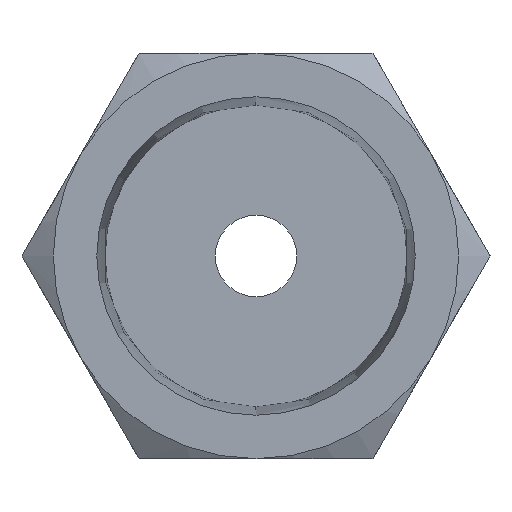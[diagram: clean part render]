
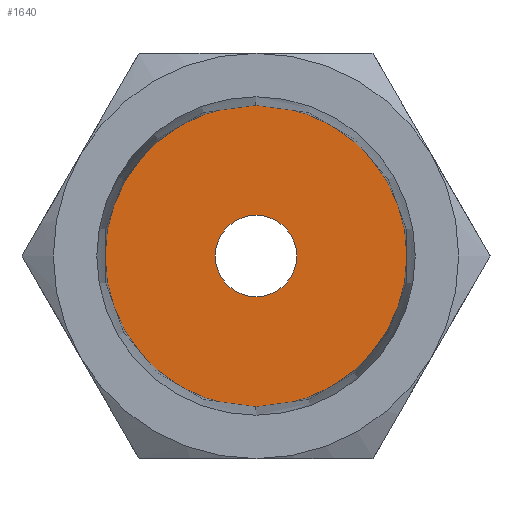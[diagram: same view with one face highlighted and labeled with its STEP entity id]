
A CAD part, front view. The second image highlights one B-rep face of the part: STEP entity #1640.
In plain terms, the highlighted planar face has unit normal (0, -1, 0).
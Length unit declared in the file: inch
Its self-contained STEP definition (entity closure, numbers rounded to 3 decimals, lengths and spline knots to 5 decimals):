
#45 = DIRECTION ( 'NONE',  ( 0., 0., 1. ) ) ;
#312 = AXIS2_PLACEMENT_3D ( 'NONE', #2516, #1143, #2746 ) ;
#365 = VERTEX_POINT ( 'NONE', #2672 ) ;
#369 = CIRCLE ( 'NONE', #312, 0.25585 ) ;
#590 = EDGE_CURVE ( 'NONE', #365, #946, #1498, .T. ) ;
#770 = CARTESIAN_POINT ( 'NONE',  ( 0., 0.45276, 0. ) ) ;
#946 = VERTEX_POINT ( 'NONE', #2555 ) ;
#1012 = DIRECTION ( 'NONE',  ( 0., 0., -1. ) ) ;
#1065 = VERTEX_POINT ( 'NONE', #1922 ) ;
#1073 = DIRECTION ( 'NONE',  ( 0., 0., 1. ) ) ;
#1084 = DIRECTION ( 'NONE',  ( 0., -1., 0. ) ) ;
#1092 = EDGE_LOOP ( 'NONE', ( #1449, #2537 ) ) ;
#1105 = CARTESIAN_POINT ( 'NONE',  ( 0., 0.45276, 0. ) ) ;
#1134 = ORIENTED_EDGE ( 'NONE', *, *, #2834, .F. ) ;
#1143 = DIRECTION ( 'NONE',  ( 0., -1., 0. ) ) ;
#1193 = EDGE_LOOP ( 'NONE', ( #2134, #1134 ) ) ;
#1202 = PLANE ( 'NONE',  #1768 ) ;
#1230 = AXIS2_PLACEMENT_3D ( 'NONE', #1105, #1084, #1073 ) ;
#1362 = AXIS2_PLACEMENT_3D ( 'NONE', #2836, #1466, #45 ) ;
#1389 = FACE_OUTER_BOUND ( 'NONE', #1092, .T. ) ;
#1449 = ORIENTED_EDGE ( 'NONE', *, *, #2295, .T. ) ;
#1466 = DIRECTION ( 'NONE',  ( 0., -1., 0. ) ) ;
#1498 = CIRCLE ( 'NONE', #1230, 0.0689 ) ;
#1640 = ADVANCED_FACE ( 'NONE', ( #1980, #1389 ), #1202, .F. ) ;
#1668 = CIRCLE ( 'NONE', #1362, 0.0689 ) ;
#1768 = AXIS2_PLACEMENT_3D ( 'NONE', #2635, #2166, #2394 ) ;
#1922 = CARTESIAN_POINT ( 'NONE',  ( 0., 0.45276, 0.25585 ) ) ;
#1980 = FACE_BOUND ( 'NONE', #1193, .T. ) ;
#2134 = ORIENTED_EDGE ( 'NONE', *, *, #590, .F. ) ;
#2140 = AXIS2_PLACEMENT_3D ( 'NONE', #770, #2405, #1012 ) ;
#2157 = CIRCLE ( 'NONE', #2140, 0.25585 ) ;
#2166 = DIRECTION ( 'NONE',  ( 0., 1., 0. ) ) ;
#2295 = EDGE_CURVE ( 'NONE', #2544, #1065, #2157, .T. ) ;
#2394 = DIRECTION ( 'NONE',  ( 0., 0., 1. ) ) ;
#2405 = DIRECTION ( 'NONE',  ( 0., -1., 0. ) ) ;
#2516 = CARTESIAN_POINT ( 'NONE',  ( 0., 0.45276, 0. ) ) ;
#2537 = ORIENTED_EDGE ( 'NONE', *, *, #2565, .T. ) ;
#2544 = VERTEX_POINT ( 'NONE', #2720 ) ;
#2555 = CARTESIAN_POINT ( 'NONE',  ( 0., 0.45276, -0.0689 ) ) ;
#2565 = EDGE_CURVE ( 'NONE', #1065, #2544, #369, .T. ) ;
#2635 = CARTESIAN_POINT ( 'NONE',  ( -0.16237, 0.45276, 0. ) ) ;
#2672 = CARTESIAN_POINT ( 'NONE',  ( 0., 0.45276, 0.0689 ) ) ;
#2720 = CARTESIAN_POINT ( 'NONE',  ( 0., 0.45276, -0.25585 ) ) ;
#2746 = DIRECTION ( 'NONE',  ( 0., 0., -1. ) ) ;
#2834 = EDGE_CURVE ( 'NONE', #946, #365, #1668, .T. ) ;
#2836 = CARTESIAN_POINT ( 'NONE',  ( 0., 0.45276, 0. ) ) ;
